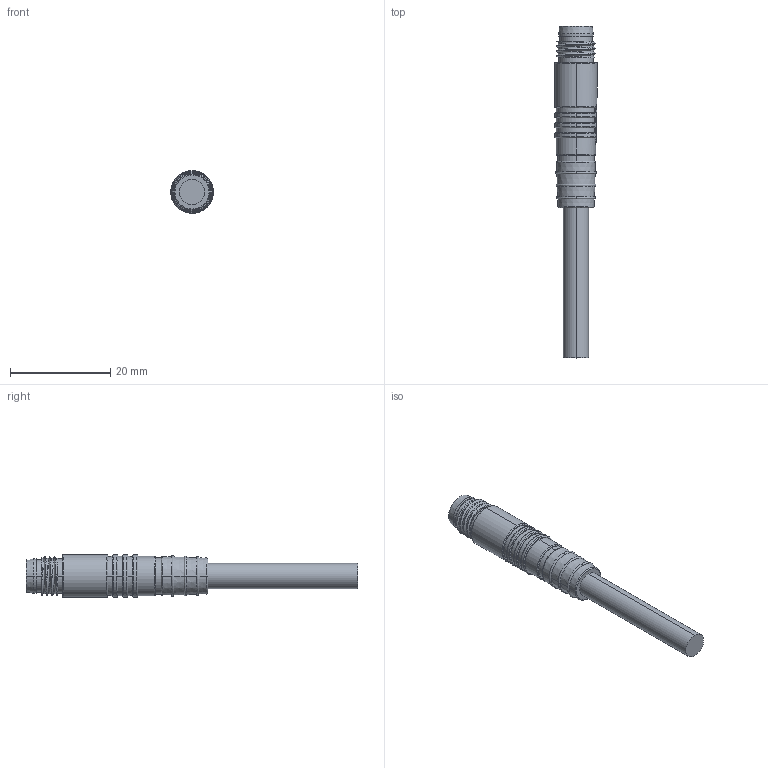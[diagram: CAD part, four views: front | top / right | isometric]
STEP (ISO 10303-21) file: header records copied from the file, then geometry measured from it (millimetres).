
FILE_DESCRIPTION (( 'STEP AP203' ), '1' );
FILE_NAME ('P28.STEP', '2020-03-30T07:43:02', ( 'edpusr' ), ( 'Microsoft' ), 'SwSTEP 2.0', 'SolidWorks 2015', '' );
FILE_SCHEMA (( 'CONFIG_CONTROL_DESIGN' ));
Length unit declared in the file: millimetre
Products named in the file (1): P28
Bounding box: 8.5 x 66.3 x 8.5 mm (x, y, z)
Volume: 2206.9 mm3; surface area: 1814.8 mm2
Topology: 1 solids, 2 shells, 295 faces, 801 edges, 535 vertices
Faces by surface type: cylinder 129, plane 94, torus 31, bspline 31, cone 10
Entity records: 33154 total; most frequent: CARTESIAN_POINT 25699, ORIENTED_EDGE 1602, DIRECTION 1517, EDGE_CURVE 801, AXIS2_PLACEMENT_3D 597, VERTEX_POINT 535, CIRCLE 332, LINE 323
